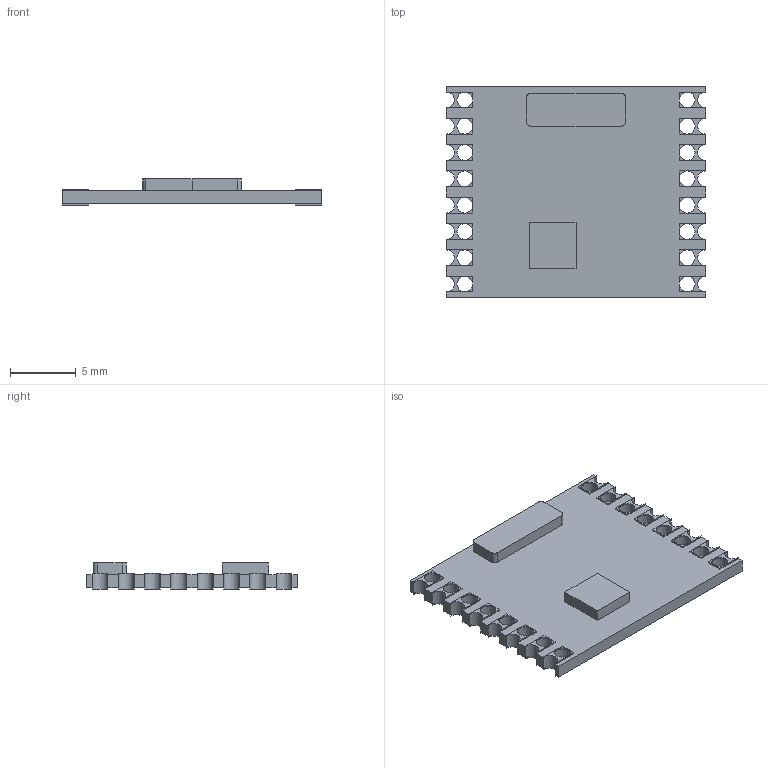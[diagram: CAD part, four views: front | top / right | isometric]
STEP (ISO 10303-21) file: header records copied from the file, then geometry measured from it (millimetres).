
FILE_DESCRIPTION(('FreeCAD Model'),'2;1');
FILE_NAME('rfm69_w_onshape.step', '2016-10-04T13:38:53',('Author'),(''), 'Open CASCADE STEP processor 6.8','FreeCAD','Unknown');
FILE_SCHEMA(('AUTOMOTIVE_DESIGN_CC2 { 1 2 10303 214 -1 1 5 4 }'));
Length unit declared in the file: millimetre
Products named in the file (2): ASSEMBLY; RFM69W
Assembly tree (1 placements, depth 2):
  ASSEMBLY
    RFM69W
Bounding box: 19.7 x 16 x 2 mm (x, y, z)
Volume: 318.1 mm3; surface area: 783.7 mm2
Topology: 1 solids, 1 shells, 292 faces, 928 edges, 512 vertices
Faces by surface type: plane 224, cylinder 68
Full cylindrical faces by diameter (mm): 1.2 x48
Entity records: 35328 total; most frequent: CARTESIAN_POINT 15926, DIRECTION 3028, ORIENTED_EDGE 1856, PCURVE 1856, DEFINITIONAL_REPRESENTATION 1856, LINE 1840, VECTOR 1840, EDGE_CURVE 928
